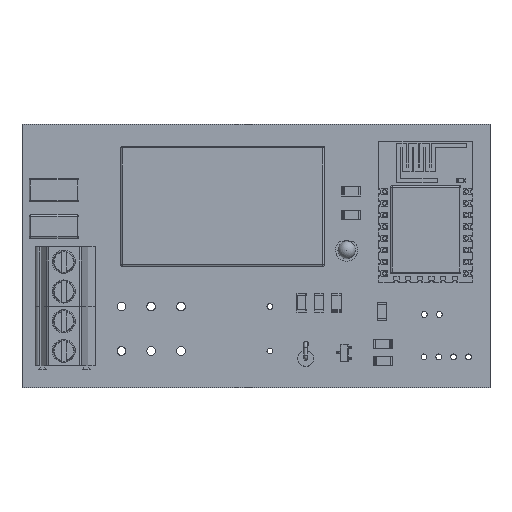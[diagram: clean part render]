
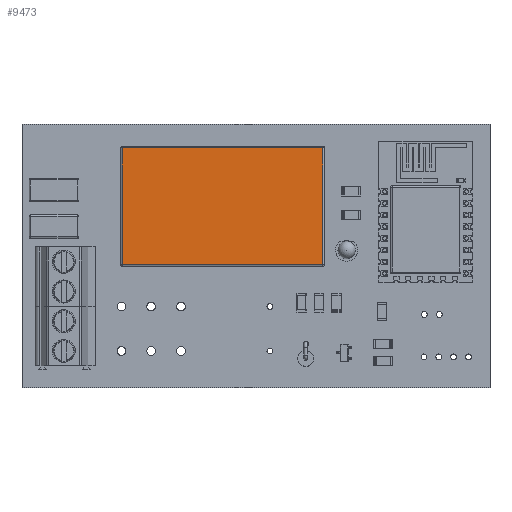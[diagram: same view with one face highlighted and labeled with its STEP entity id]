
A CAD part, top view. The second image highlights one B-rep face of the part: STEP entity #9473.
In plain terms, the highlighted planar face has unit normal (0, 0, 1).
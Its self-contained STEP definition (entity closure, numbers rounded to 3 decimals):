
#9276 = VERTEX_POINT('',#9277);
#9277 = CARTESIAN_POINT('',(31.69,7.5,15.1));
#9284 = EDGE_CURVE('',#9276,#9285,#9287,.T.);
#9285 = VERTEX_POINT('',#9286);
#9286 = CARTESIAN_POINT('',(31.69,-12.5,15.1));
#9287 = LINE('',#9288,#9289);
#9288 = CARTESIAN_POINT('',(31.69,7.5,15.1));
#9289 = VECTOR('',#9290,1.);
#9290 = DIRECTION('',(0.,-1.,0.));
#9473 = ADVANCED_FACE('',(#9474),#9499,.F.);
#9474 = FACE_BOUND('',#9475,.F.);
#9475 = EDGE_LOOP('',(#9476,#9484,#9485,#9493));
#9476 = ORIENTED_EDGE('',*,*,#9477,.T.);
#9477 = EDGE_CURVE('',#9478,#9276,#9480,.T.);
#9478 = VERTEX_POINT('',#9479);
#9479 = CARTESIAN_POINT('',(-2.61,7.5,15.1));
#9480 = LINE('',#9481,#9482);
#9481 = CARTESIAN_POINT('',(-2.61,7.5,15.1));
#9482 = VECTOR('',#9483,1.);
#9483 = DIRECTION('',(1.,0.,0.));
#9484 = ORIENTED_EDGE('',*,*,#9284,.T.);
#9485 = ORIENTED_EDGE('',*,*,#9486,.T.);
#9486 = EDGE_CURVE('',#9285,#9487,#9489,.T.);
#9487 = VERTEX_POINT('',#9488);
#9488 = CARTESIAN_POINT('',(-2.61,-12.5,15.1));
#9489 = LINE('',#9490,#9491);
#9490 = CARTESIAN_POINT('',(31.69,-12.5,15.1));
#9491 = VECTOR('',#9492,1.);
#9492 = DIRECTION('',(-1.,0.,0.));
#9493 = ORIENTED_EDGE('',*,*,#9494,.T.);
#9494 = EDGE_CURVE('',#9487,#9478,#9495,.T.);
#9495 = LINE('',#9496,#9497);
#9496 = CARTESIAN_POINT('',(-2.61,-12.5,15.1));
#9497 = VECTOR('',#9498,1.);
#9498 = DIRECTION('',(0.,1.,0.));
#9499 = PLANE('',#9500);
#9500 = AXIS2_PLACEMENT_3D('',#9501,#9502,#9503);
#9501 = CARTESIAN_POINT('',(14.54,-2.5,15.1));
#9502 = DIRECTION('',(-0.,-0.,-1.));
#9503 = DIRECTION('',(-1.,0.,0.));
